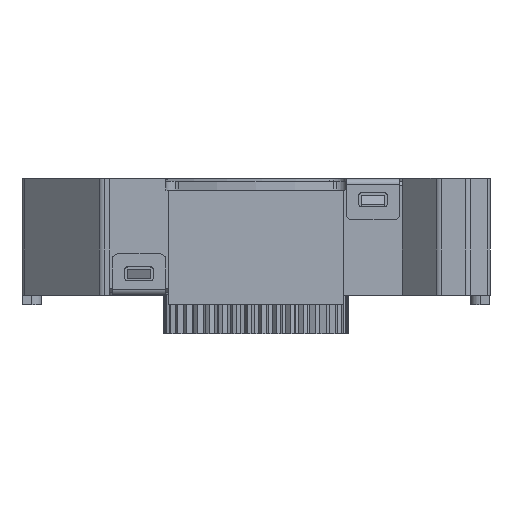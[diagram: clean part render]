
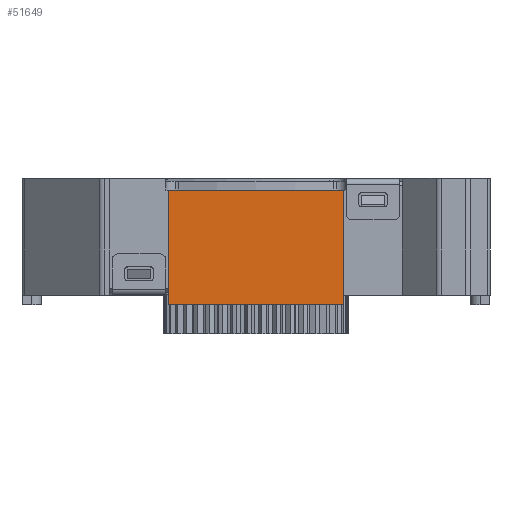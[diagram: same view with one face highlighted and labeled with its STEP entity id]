
A CAD part, left-side view. The second image highlights one B-rep face of the part: STEP entity #51649.
In plain terms, the highlighted planar face has unit normal (-1, 0, 0).
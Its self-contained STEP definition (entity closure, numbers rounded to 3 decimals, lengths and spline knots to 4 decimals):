
#6044 = LINE ( 'NONE', #24822, #13867 ) ;
#9504 = CARTESIAN_POINT ( 'NONE',  ( -1., -0.375, 0.2 ) ) ;
#13867 = VECTOR ( 'NONE', #32250, 39.3701 ) ;
#16922 = LINE ( 'NONE', #96610, #22735 ) ;
#17597 = ORIENTED_EDGE ( 'NONE', *, *, #99106, .F. ) ;
#20752 = EDGE_LOOP ( 'NONE', ( #80680, #80022, #17597, #104570 ) ) ;
#21354 = PLANE ( 'NONE',  #73147 ) ;
#22735 = VECTOR ( 'NONE', #25483, 39.3701 ) ;
#24822 = CARTESIAN_POINT ( 'NONE',  ( -1., 0.375, 0.25 ) ) ;
#25483 = DIRECTION ( 'NONE',  ( 0., 0., 1. ) ) ;
#28784 = DIRECTION ( 'NONE',  ( 0., 0., -1. ) ) ;
#29358 = CARTESIAN_POINT ( 'NONE',  ( -1., -1., 0.25 ) ) ;
#29877 = CARTESIAN_POINT ( 'NONE',  ( -1., 0.375, -0.29 ) ) ;
#32250 = DIRECTION ( 'NONE',  ( 0., 0., -1. ) ) ;
#39893 = LINE ( 'NONE', #91144, #91416 ) ;
#47076 = VERTEX_POINT ( 'NONE', #110308 ) ;
#48784 = LINE ( 'NONE', #66401, #77746 ) ;
#51649 = ADVANCED_FACE ( 'NONE', ( #71512 ), #21354, .F. ) ;
#54941 = EDGE_CURVE ( 'NONE', #47076, #75852, #39893, .T. ) ;
#63652 = VERTEX_POINT ( 'NONE', #72295 ) ;
#64090 = DIRECTION ( 'NONE',  ( 1., 0., 0. ) ) ;
#66401 = CARTESIAN_POINT ( 'NONE',  ( -1., 0., -0.29 ) ) ;
#71512 = FACE_OUTER_BOUND ( 'NONE', #20752, .T. ) ;
#72295 = CARTESIAN_POINT ( 'NONE',  ( -1., -0.375, -0.29 ) ) ;
#73147 = AXIS2_PLACEMENT_3D ( 'NONE', #29358, #64090, #28784 ) ;
#75852 = VERTEX_POINT ( 'NONE', #9504 ) ;
#77746 = VECTOR ( 'NONE', #100011, 39.3701 ) ;
#80022 = ORIENTED_EDGE ( 'NONE', *, *, #107608, .T. ) ;
#80680 = ORIENTED_EDGE ( 'NONE', *, *, #54941, .F. ) ;
#84544 = VERTEX_POINT ( 'NONE', #29877 ) ;
#91144 = CARTESIAN_POINT ( 'NONE',  ( -1., -0.385, 0.2 ) ) ;
#91416 = VECTOR ( 'NONE', #93397, 39.3701 ) ;
#93397 = DIRECTION ( 'NONE',  ( 0., -1., 0. ) ) ;
#96610 = CARTESIAN_POINT ( 'NONE',  ( -1., -0.375, -0.25 ) ) ;
#99106 = EDGE_CURVE ( 'NONE', #63652, #84544, #48784, .T. ) ;
#100011 = DIRECTION ( 'NONE',  ( 0., 1., 0. ) ) ;
#104570 = ORIENTED_EDGE ( 'NONE', *, *, #105008, .T. ) ;
#105008 = EDGE_CURVE ( 'NONE', #63652, #75852, #16922, .T. ) ;
#107608 = EDGE_CURVE ( 'NONE', #47076, #84544, #6044, .T. ) ;
#110308 = CARTESIAN_POINT ( 'NONE',  ( -1., 0.375, 0.2 ) ) ;
